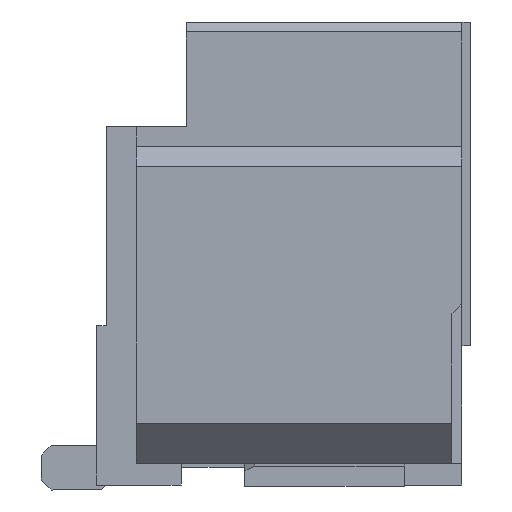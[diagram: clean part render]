
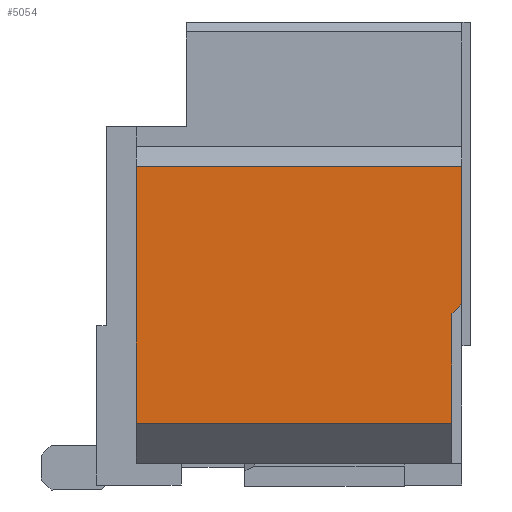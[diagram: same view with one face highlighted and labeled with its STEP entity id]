
A CAD part, left-side view. The second image highlights one B-rep face of the part: STEP entity #5054.
In plain terms, the highlighted planar face has unit normal (-1, 0, 0).
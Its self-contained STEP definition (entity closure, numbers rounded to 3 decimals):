
#126=FACE_OUTER_BOUND('',#393,.T.);
#393=EDGE_LOOP('',(#3917,#3918,#3919,#3920,#3921,#3922));
#574=LINE('',#6793,#1303);
#975=LINE('',#7593,#1704);
#982=LINE('',#7605,#1711);
#983=LINE('',#7607,#1712);
#984=LINE('',#7609,#1713);
#985=LINE('',#7610,#1714);
#1303=VECTOR('',#5524,1.38);
#1704=VECTOR('',#6109,2.58);
#1711=VECTOR('',#6118,3.27);
#1712=VECTOR('',#6119,3.17);
#1713=VECTOR('',#6120,1.1);
#1714=VECTOR('',#6121,0.141);
#2031=VERTEX_POINT('',#6790);
#2032=VERTEX_POINT('',#6792);
#2338=VERTEX_POINT('',#7591);
#2339=VERTEX_POINT('',#7592);
#2344=VERTEX_POINT('',#7606);
#2345=VERTEX_POINT('',#7608);
#2518=EDGE_CURVE('',#2031,#2032,#574,.T.);
#2919=EDGE_CURVE('',#2338,#2339,#975,.T.);
#2926=EDGE_CURVE('',#2031,#2338,#982,.T.);
#2927=EDGE_CURVE('',#2339,#2344,#983,.T.);
#2928=EDGE_CURVE('',#2345,#2344,#984,.T.);
#2929=EDGE_CURVE('',#2345,#2032,#985,.T.);
#3917=ORIENTED_EDGE('',*,*,#2926,.T.);
#3918=ORIENTED_EDGE('',*,*,#2919,.T.);
#3919=ORIENTED_EDGE('',*,*,#2927,.T.);
#3920=ORIENTED_EDGE('',*,*,#2928,.F.);
#3921=ORIENTED_EDGE('',*,*,#2929,.T.);
#3922=ORIENTED_EDGE('',*,*,#2518,.F.);
#4797=PLANE('',#5333);
#5054=ADVANCED_FACE('',(#126),#4797,.T.);
#5333=AXIS2_PLACEMENT_3D('',#7604,#6116,#6117);
#5524=DIRECTION('',(0.,0.,-1.));
#6109=DIRECTION('',(0.,0.,-1.));
#6116=DIRECTION('center_axis',(-1.,0.,0.));
#6117=DIRECTION('ref_axis',(0.,-1.,0.));
#6118=DIRECTION('',(0.,1.,0.));
#6119=DIRECTION('',(0.,-1.,0.));
#6120=DIRECTION('',(0.,0.,-1.));
#6121=DIRECTION('',(0.,-0.707,0.707));
#6790=CARTESIAN_POINT('',(-7.343,-1.787,3.26));
#6792=CARTESIAN_POINT('',(-7.343,-1.787,1.88));
#6793=CARTESIAN_POINT('',(-7.343,-1.787,3.26));
#7591=CARTESIAN_POINT('',(-7.343,1.483,3.26));
#7592=CARTESIAN_POINT('',(-7.343,1.483,0.68));
#7593=CARTESIAN_POINT('',(-7.343,1.483,3.26));
#7604=CARTESIAN_POINT('Origin',(-7.343,0.326,0.03));
#7605=CARTESIAN_POINT('',(-7.343,-1.787,3.26));
#7606=CARTESIAN_POINT('',(-7.343,-1.687,0.68));
#7607=CARTESIAN_POINT('',(-7.343,1.483,0.68));
#7608=CARTESIAN_POINT('',(-7.343,-1.687,1.78));
#7609=CARTESIAN_POINT('',(-7.343,-1.687,1.78));
#7610=CARTESIAN_POINT('',(-7.343,-1.687,1.78));
